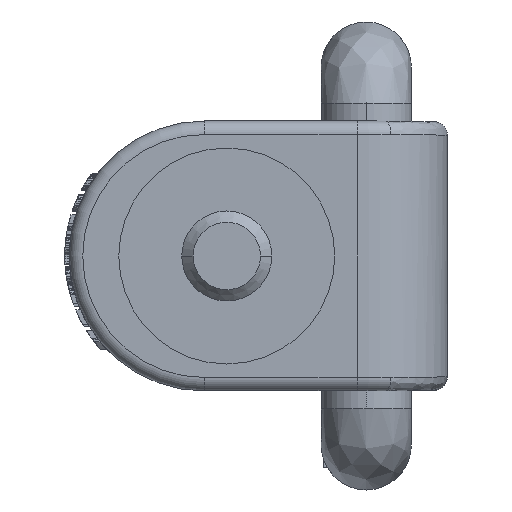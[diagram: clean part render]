
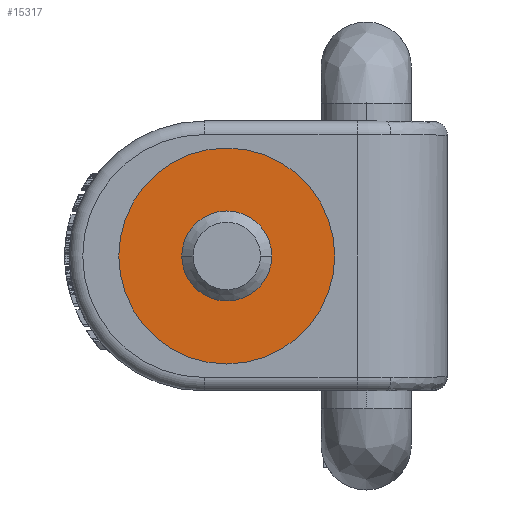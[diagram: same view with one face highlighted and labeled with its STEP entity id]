
A CAD part, front view. The second image highlights one B-rep face of the part: STEP entity #15317.
In plain terms, the highlighted planar face has unit normal (0, -1, 0).
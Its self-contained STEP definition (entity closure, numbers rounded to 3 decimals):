
#6109=CARTESIAN_POINT('',(-26.5,-4.5,0.));
#6110=DIRECTION('',(0.,-1.,0.));
#6111=DIRECTION('',(-1.,0.,0.));
#6112=AXIS2_PLACEMENT_3D('',#6109,#6110,#6111);
#6118=CARTESIAN_POINT('',(-26.5,-4.5,0.));
#6119=DIRECTION('',(0.,1.,0.));
#6120=DIRECTION('',(-1.,0.,0.));
#6121=AXIS2_PLACEMENT_3D('',#6118,#6119,#6120);
#6123=CARTESIAN_POINT('',(-26.5,-4.5,0.));
#6124=DIRECTION('',(0.,-1.,0.));
#6125=DIRECTION('',(-1.,0.,0.));
#6126=AXIS2_PLACEMENT_3D('',#6123,#6124,#6125);
#6128=CARTESIAN_POINT('',(-26.5,-4.5,0.));
#6129=DIRECTION('',(0.,1.,0.));
#6130=DIRECTION('',(-1.,0.,0.));
#6131=AXIS2_PLACEMENT_3D('',#6128,#6129,#6130);
#6230=CARTESIAN_POINT('',(-38.5,-4.5,0.));
#6232=VERTEX_POINT('',#6230);
#6238=CARTESIAN_POINT('',(-14.5,-4.5,0.));
#6240=VERTEX_POINT('',#6238);
#6249=CARTESIAN_POINT('',(-31.5,-4.5,0.));
#6250=CARTESIAN_POINT('',(-21.5,-4.5,0.));
#6251=VERTEX_POINT('',#6249);
#6252=VERTEX_POINT('',#6250);
#15302=CARTESIAN_POINT('',(-26.5,-4.5,0.));
#15303=DIRECTION('',(0.,1.,0.));
#15304=DIRECTION('',(1.,0.,0.));
#15305=AXIS2_PLACEMENT_3D('',#15302,#15303,#15304);
#15306=PLANE('',#15305);
#15308=ORIENTED_EDGE('',*,*,#15307,.F.);
#15310=ORIENTED_EDGE('',*,*,#15309,.T.);
#15311=EDGE_LOOP('',(#15308,#15310));
#15312=FACE_OUTER_BOUND('',#15311,.F.);
#15313=ORIENTED_EDGE('',*,*,#15297,.F.);
#15314=ORIENTED_EDGE('',*,*,#15281,.T.);
#15315=EDGE_LOOP('',(#15313,#15314));
#15316=FACE_BOUND('',#15315,.F.);
#15317=ADVANCED_FACE('',(#15312,#15316),#15306,.F.);
#6113=CIRCLE('',#6112,5.);
#6122=CIRCLE('',#6121,5.);
#6127=CIRCLE('',#6126,12.);
#6132=CIRCLE('',#6131,12.);
#15281=EDGE_CURVE('',#6251,#6252,#6113,.T.);
#15297=EDGE_CURVE('',#6251,#6252,#6122,.T.);
#15307=EDGE_CURVE('',#6232,#6240,#6127,.T.);
#15309=EDGE_CURVE('',#6232,#6240,#6132,.T.);
